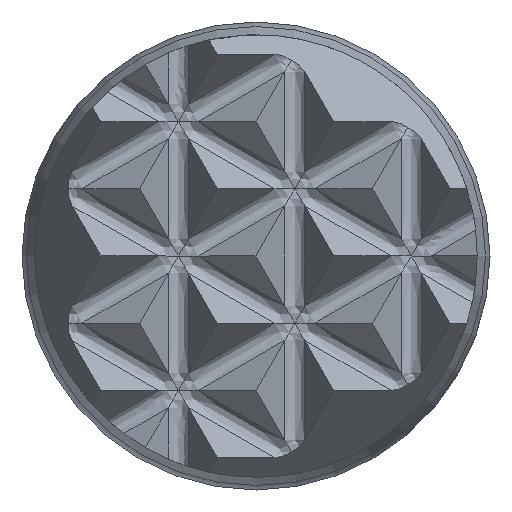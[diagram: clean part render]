
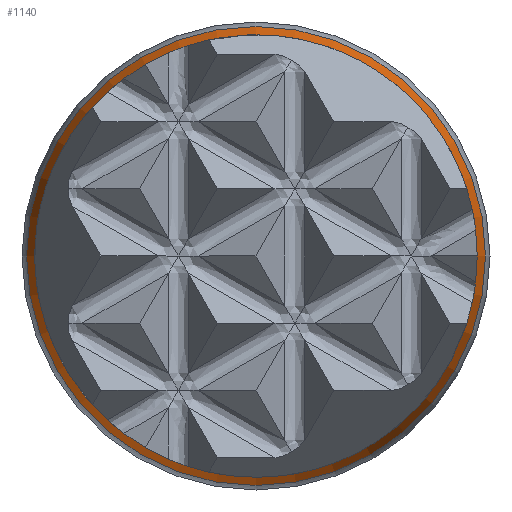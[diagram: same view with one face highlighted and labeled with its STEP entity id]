
A CAD part, left-side view. The second image highlights one B-rep face of the part: STEP entity #1140.
In plain terms, the highlighted conical face has half-angle 15.945 degrees and reference radius 0.467 mm.
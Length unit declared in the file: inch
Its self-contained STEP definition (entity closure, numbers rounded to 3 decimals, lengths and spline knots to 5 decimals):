
#359 = AXIS2_PLACEMENT_3D ( 'NONE', #4000, #4015, #2044 ) ;
#486 = FACE_OUTER_BOUND ( 'NONE', #893, .T. ) ;
#488 = VERTEX_POINT ( 'NONE', #3425 ) ;
#667 = DIRECTION ( 'NONE',  ( -1., 0., 0. ) ) ;
#893 = EDGE_LOOP ( 'NONE', ( #1556 ) ) ;
#1000 = CARTESIAN_POINT ( 'NONE',  ( 0.0486, 0., 0. ) ) ;
#1027 = EDGE_CURVE ( 'NONE', #488, #488, #4557, .T. ) ;
#1112 = AXIS2_PLACEMENT_3D ( 'NONE', #1000, #667, #1827 ) ;
#1140 = ADVANCED_FACE ( 'NONE', ( #486, #1518 ), #1283, .T. ) ;
#1283 = CONICAL_SURFACE ( 'NONE', #4498, 0.01838, 0.278 ) ;
#1518 = FACE_BOUND ( 'NONE', #3147, .T. ) ;
#1556 = ORIENTED_EDGE ( 'NONE', *, *, #1027, .T. ) ;
#1637 = VERTEX_POINT ( 'NONE', #2656 ) ;
#1827 = DIRECTION ( 'NONE',  ( 0., 0., -1. ) ) ;
#2044 = DIRECTION ( 'NONE',  ( 0., 0., -1. ) ) ;
#2499 = ORIENTED_EDGE ( 'NONE', *, *, #4316, .F. ) ;
#2508 = CARTESIAN_POINT ( 'NONE',  ( 0.0486, 0., 0. ) ) ;
#2656 = CARTESIAN_POINT ( 'NONE',  ( 0.0486, 0., -0.01838 ) ) ;
#3147 = EDGE_LOOP ( 'NONE', ( #2499 ) ) ;
#3277 = DIRECTION ( 'NONE',  ( 0., 0., 1. ) ) ;
#3425 = CARTESIAN_POINT ( 'NONE',  ( 0.05325, 0., -0.01972 ) ) ;
#3672 = DIRECTION ( 'NONE',  ( 1., 0., 0. ) ) ;
#4000 = CARTESIAN_POINT ( 'NONE',  ( 0.05325, 0., 0. ) ) ;
#4015 = DIRECTION ( 'NONE',  ( -1., 0., 0. ) ) ;
#4316 = EDGE_CURVE ( 'NONE', #1637, #1637, #4875, .T. ) ;
#4498 = AXIS2_PLACEMENT_3D ( 'NONE', #2508, #3672, #3277 ) ;
#4557 = CIRCLE ( 'NONE', #359, 0.01972 ) ;
#4875 = CIRCLE ( 'NONE', #1112, 0.01838 ) ;
